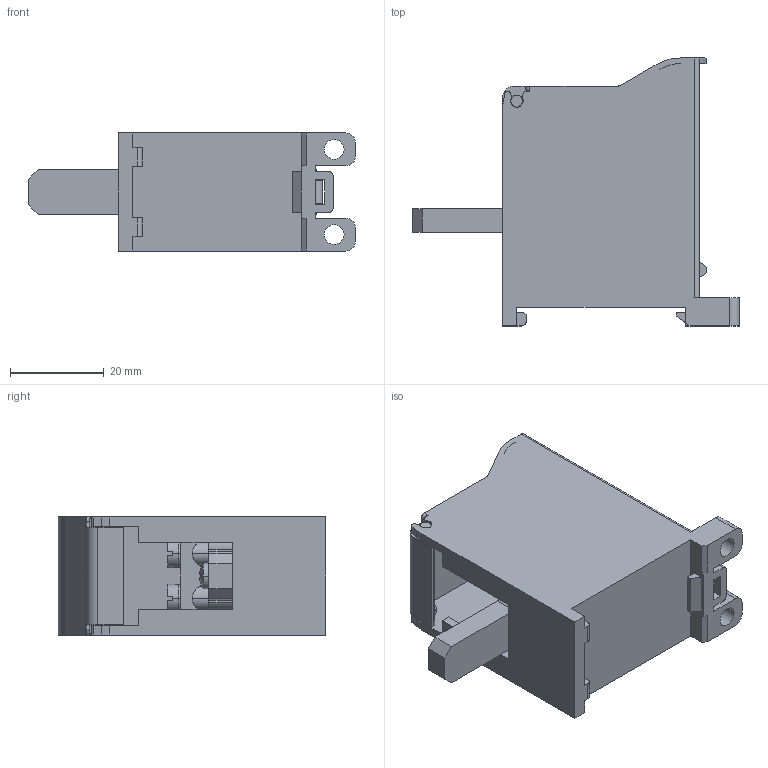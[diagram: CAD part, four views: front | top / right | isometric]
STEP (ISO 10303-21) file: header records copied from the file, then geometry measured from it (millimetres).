
FILE_DESCRIPTION((''),'2;1');
FILE_NAME('5YB576089_ASM','2023-12-04T',('dell'),(''),'PRO/ENGINEER BY PARAMETRIC TECHNOLOGY CORPORATION, 2013230','PRO/ENGINEER BY PARAMETRIC TECHNOLOGY CORPORATION, 2013230','');
FILE_SCHEMA(('AUTOMOTIVE_DESIGN { 1 0 10303 214 1 1 1 1 }'));
Length unit declared in the file: millimetre
Products named in the file (1): 5YB576089_ASM
Bounding box: 69.7 x 57.2 x 25.2 mm (x, y, z)
Volume: 31618.8 mm3; surface area: 17185.9 mm2
Topology: 1 solids, 4 shells, 315 faces, 920 edges, 609 vertices
Faces by surface type: plane 161, cylinder 124, cone 16, torus 6, sphere 6, bspline 2
Entity records: 12635 total; most frequent: CARTESIAN_POINT 2631, ORIENTED_EDGE 1832, DIRECTION 1787, EDGE_CURVE 916, AXIS2_PLACEMENT_3D 614, VERTEX_POINT 609, VECTOR 559, LINE 559
